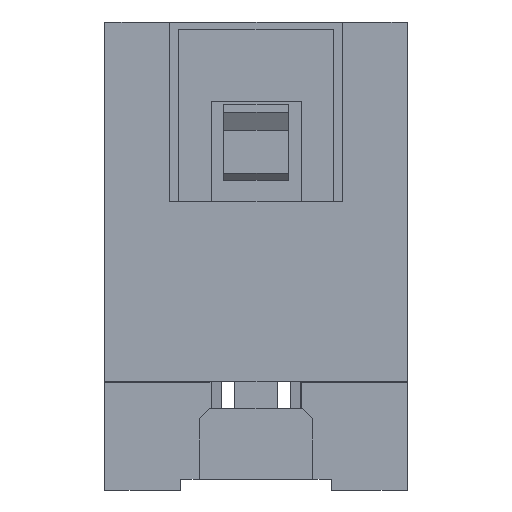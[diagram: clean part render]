
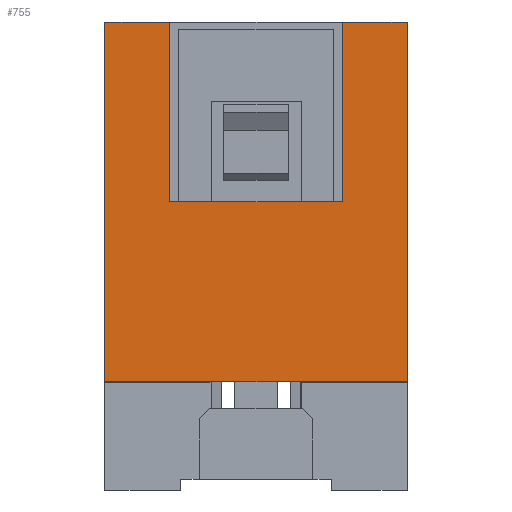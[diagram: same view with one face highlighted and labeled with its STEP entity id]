
A CAD part, left-side view. The second image highlights one B-rep face of the part: STEP entity #755.
In plain terms, the highlighted planar face has unit normal (-1, 0, 0).
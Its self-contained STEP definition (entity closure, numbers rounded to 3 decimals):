
#755 = ADVANCED_FACE( '', ( #1637 ), #1638, .T. );
#1637 = FACE_OUTER_BOUND( '', #2710, .T. );
#1638 = PLANE( '', #2711 );
#2710 = EDGE_LOOP( '', ( #4498, #4499, #4500, #4501, #4502, #4503, #4504, #4505 ) );
#2711 = AXIS2_PLACEMENT_3D( '', #4506, #4507, #4508 );
#4498 = ORIENTED_EDGE( '', *, *, #7404, .T. );
#4499 = ORIENTED_EDGE( '', *, *, #7423, .T. );
#4500 = ORIENTED_EDGE( '', *, *, #6778, .T. );
#4501 = ORIENTED_EDGE( '', *, *, #7424, .F. );
#4502 = ORIENTED_EDGE( '', *, *, #7425, .F. );
#4503 = ORIENTED_EDGE( '', *, *, #7357, .T. );
#4504 = ORIENTED_EDGE( '', *, *, #6782, .T. );
#4505 = ORIENTED_EDGE( '', *, *, #7263, .F. );
#4506 = CARTESIAN_POINT( '', ( -14.04, -4.2, -5. ) );
#4507 = DIRECTION( '', ( -1., 0., 0. ) );
#4508 = DIRECTION( '', ( 0., 0., 1. ) );
#6778 = EDGE_CURVE( '', #8106, #8107, #8108, .T. );
#6782 = EDGE_CURVE( '', #8115, #8113, #8116, .T. );
#7263 = EDGE_CURVE( '', #8961, #8113, #8963, .T. );
#7357 = EDGE_CURVE( '', #9112, #8115, #9113, .T. );
#7404 = EDGE_CURVE( '', #8961, #9185, #9188, .T. );
#7423 = EDGE_CURVE( '', #9185, #8106, #9218, .T. );
#7424 = EDGE_CURVE( '', #9219, #8107, #9220, .T. );
#7425 = EDGE_CURVE( '', #9112, #9219, #9221, .T. );
#8106 = VERTEX_POINT( '', #10086 );
#8107 = VERTEX_POINT( '', #10087 );
#8108 = LINE( '', #10088, #10089 );
#8113 = VERTEX_POINT( '', #10096 );
#8115 = VERTEX_POINT( '', #10099 );
#8116 = LINE( '', #10100, #10101 );
#8961 = VERTEX_POINT( '', #11329 );
#8963 = LINE( '', #11332, #11333 );
#9112 = VERTEX_POINT( '', #11550 );
#9113 = LINE( '', #11551, #11552 );
#9185 = VERTEX_POINT( '', #11656 );
#9188 = LINE( '', #11660, #11661 );
#9218 = LINE( '', #11705, #11706 );
#9219 = VERTEX_POINT( '', #11707 );
#9220 = LINE( '', #11708, #11709 );
#9221 = LINE( '', #11710, #11711 );
#10086 = CARTESIAN_POINT( '', ( -14.04, 2.4, 5. ) );
#10087 = CARTESIAN_POINT( '', ( -14.04, 4.2, 5. ) );
#10088 = CARTESIAN_POINT( '', ( -14.04, -4.2, 5. ) );
#10089 = VECTOR( '', #12988, 1000. );
#10096 = CARTESIAN_POINT( '', ( -14.04, -2.4, 5. ) );
#10099 = CARTESIAN_POINT( '', ( -14.04, -4.2, 5. ) );
#10100 = CARTESIAN_POINT( '', ( -14.04, -4.2, 5. ) );
#10101 = VECTOR( '', #12992, 1000. );
#11329 = CARTESIAN_POINT( '', ( -14.04, -2.4, 0. ) );
#11332 = CARTESIAN_POINT( '', ( -14.04, -2.4, 0. ) );
#11333 = VECTOR( '', #13452, 1000. );
#11550 = CARTESIAN_POINT( '', ( -14.04, -4.2, -5. ) );
#11551 = CARTESIAN_POINT( '', ( -14.04, -4.2, -5. ) );
#11552 = VECTOR( '', #13536, 1000. );
#11656 = CARTESIAN_POINT( '', ( -14.04, 2.4, 0. ) );
#11660 = CARTESIAN_POINT( '', ( -14.04, -2.4, 0. ) );
#11661 = VECTOR( '', #13576, 1000. );
#11705 = CARTESIAN_POINT( '', ( -14.04, 2.4, 0. ) );
#11706 = VECTOR( '', #13591, 1000. );
#11707 = CARTESIAN_POINT( '', ( -14.04, 4.2, -5. ) );
#11708 = CARTESIAN_POINT( '', ( -14.04, 4.2, -5. ) );
#11709 = VECTOR( '', #13592, 1000. );
#11710 = CARTESIAN_POINT( '', ( -14.04, -4.2, -5. ) );
#11711 = VECTOR( '', #13593, 1000. );
#12988 = DIRECTION( '', ( 0., 1., 0. ) );
#12992 = DIRECTION( '', ( 0., 1., 0. ) );
#13452 = DIRECTION( '', ( 0., 0., 1. ) );
#13536 = DIRECTION( '', ( 0., 0., 1. ) );
#13576 = DIRECTION( '', ( 0., 1., 0. ) );
#13591 = DIRECTION( '', ( 0., 0., 1. ) );
#13592 = DIRECTION( '', ( 0., 0., 1. ) );
#13593 = DIRECTION( '', ( 0., 1., 0. ) );
